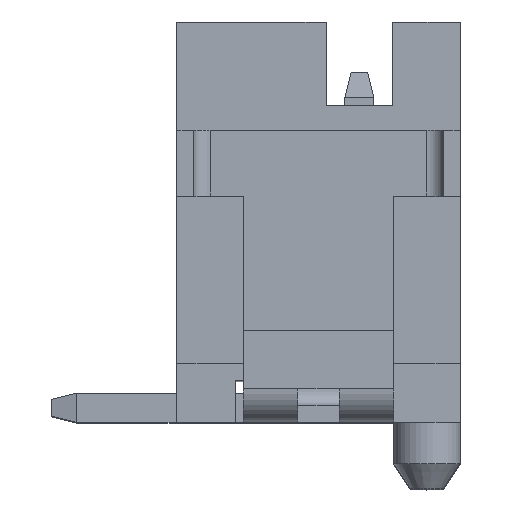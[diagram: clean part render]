
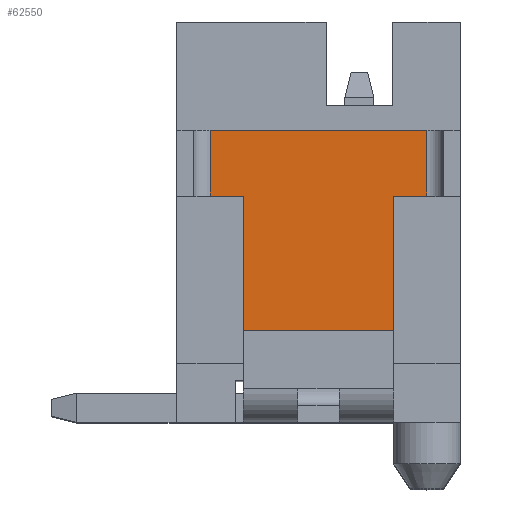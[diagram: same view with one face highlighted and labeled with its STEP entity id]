
A CAD part, top view. The second image highlights one B-rep face of the part: STEP entity #62550.
In plain terms, the highlighted planar face has unit normal (0, 0, 1).
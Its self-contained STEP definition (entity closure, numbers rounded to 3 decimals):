
#41670=CARTESIAN_POINT('',(0.683,-0.03,9.15));
#41680=VERTEX_POINT('',#41670);
#41710=CARTESIAN_POINT('',(0.,-0.03,9.15
));
#41720=DIRECTION('',(1.,0.,0.));
#41730=VECTOR('',#41720,1.);
#41740=LINE('',#41710,#41730);
#41750=CARTESIAN_POINT('',(0.633,-0.03,9.15));
#41760=VERTEX_POINT('',#41750);
#41770=EDGE_CURVE('',#41760,#41680,#41740,.T.);
#55480=CARTESIAN_POINT('',(0.633,0.67,9.15));
#55490=VERTEX_POINT('',#55480);
#55520=CARTESIAN_POINT('',(0.,0.67,9.15));
#55530=DIRECTION('',(1.,0.,0.));
#55540=VECTOR('',#55530,1.);
#55550=LINE('',#55520,#55540);
#55560=CARTESIAN_POINT('',(0.683,0.67,9.15));
#55570=VERTEX_POINT('',#55560);
#55580=EDGE_CURVE('',#55490,#55570,#55550,.T.);
#59110=CARTESIAN_POINT('',(0.,0.67,9.15));
#59120=DIRECTION('',(1.,0.,0.));
#59130=VECTOR('',#59120,1.);
#59140=LINE('',#59110,#59130);
#59150=CARTESIAN_POINT('',(-1.717,0.67,9.15));
#59160=VERTEX_POINT('',#59150);
#59170=CARTESIAN_POINT('',(-1.667,0.67,9.15));
#59180=VERTEX_POINT('',#59170);
#59190=EDGE_CURVE('',#59160,#59180,#59140,.T.);
#59570=CARTESIAN_POINT('',(0.683,-0.53,9.15));
#59580=VERTEX_POINT('',#59570);
#59610=CARTESIAN_POINT('',(0.,-0.53,9.15)
);
#59620=DIRECTION('',(1.,0.,0.));
#59630=VECTOR('',#59620,1.);
#59640=LINE('',#59610,#59630);
#59650=CARTESIAN_POINT('',(0.633,-0.53,9.15));
#59660=VERTEX_POINT('',#59650);
#59670=EDGE_CURVE('',#59660,#59580,#59640,.T.);
#60000=CARTESIAN_POINT('',(0.792,0.,9.15))
;
#60010=DIRECTION('',(-0.287,-0.958,
0.));
#60020=VECTOR('',#60010,1.);
#60030=LINE('',#60000,#60020);
#60040=CARTESIAN_POINT('',(0.683,-0.364,9.15));
#60050=VERTEX_POINT('',#60040);
#60060=EDGE_CURVE('',#60050,#59660,#60030,.T.);
#60360=CARTESIAN_POINT('',(0.683,-0.78,9.15));
#60370=VERTEX_POINT('',#60360);
#60400=CARTESIAN_POINT('',(0.683,0.,9.15));
#60410=DIRECTION('',(0.,1.,0.));
#60420=VECTOR('',#60410,1.);
#60430=LINE('',#60400,#60420);
#60440=EDGE_CURVE('',#60370,#59580,#60430,.T.);
#60500=EDGE_CURVE('',#60050,#41680,#60430,.T.);
#60810=CARTESIAN_POINT('',(-2.217,1.47,9.15));
#60820=DIRECTION('',(0.,0.,-1.));
#60830=DIRECTION('',(0.,1.,0.));
#60840=AXIS2_PLACEMENT_3D('',#60810,#60820,#60830);
#60850=PLANE('',#60840);
#60860=CARTESIAN_POINT('',(0.,-1.03,9.15))
;
#60870=DIRECTION('',(-1.,0.,0.));
#60880=VECTOR('',#60870,1.);
#60890=LINE('',#60860,#60880);
#60900=CARTESIAN_POINT('',(-1.417,-1.03,9.15));
#60910=VERTEX_POINT('',#60900);
#60920=CARTESIAN_POINT('',(-1.517,-1.03,9.15));
#60930=VERTEX_POINT('',#60920);
#60940=EDGE_CURVE('',#60910,#60930,#60890,.T.);
#60950=ORIENTED_EDGE('',*,*,#60940,.F.);
#60960=CARTESIAN_POINT('',(-1.503,-0.83,9.15));
#60970=DIRECTION('',(0.,0.,1.));
#60980=DIRECTION('',(1.,0.,0.));
#60990=AXIS2_PLACEMENT_3D('',#60960,#60970,#60980);
#61000=CIRCLE('',#60990,0.2);
#61010=CARTESIAN_POINT('',(-1.699,-0.87,9.15));
#61020=VERTEX_POINT('',#61010);
#61030=EDGE_CURVE('',#61020,#60930,#61000,.T.);
#61040=ORIENTED_EDGE('',*,*,#61030,.T.);
#61050=CARTESIAN_POINT('',(-1.873,0.,9.15));
#61060=DIRECTION('',(-0.196,0.981,
0.));
#61070=VECTOR('',#61060,1.);
#61080=LINE('',#61050,#61070);
#61090=CARTESIAN_POINT('',(-1.717,-0.78,9.15));
#61100=VERTEX_POINT('',#61090);
#61110=EDGE_CURVE('',#61020,#61100,#61080,.T.);
#61120=ORIENTED_EDGE('',*,*,#61110,.F.);
#61130=CARTESIAN_POINT('',(-1.717,0.,9.15));
#61140=DIRECTION('',(0.,-1.,0.));
#61150=VECTOR('',#61140,1.);
#61160=LINE('',#61130,#61150);
#61170=CARTESIAN_POINT('',(-1.717,-0.53,9.15));
#61180=VERTEX_POINT('',#61170);
#61190=EDGE_CURVE('',#61180,#61100,#61160,.T.);
#61200=ORIENTED_EDGE('',*,*,#61190,.T.);
#61210=CARTESIAN_POINT('',(0.,-0.53,9.15)
);
#61220=DIRECTION('',(1.,0.,0.));
#61230=VECTOR('',#61220,1.);
#61240=LINE('',#61210,#61230);
#61250=CARTESIAN_POINT('',(-1.667,-0.53,9.15));
#61260=VERTEX_POINT('',#61250);
#61270=EDGE_CURVE('',#61180,#61260,#61240,.T.);
#61280=ORIENTED_EDGE('',*,*,#61270,.F.);
#61290=CARTESIAN_POINT('',(-1.826,0.,9.15));
#61300=DIRECTION('',(-0.287,0.958,
0.));
#61310=VECTOR('',#61300,1.);
#61320=LINE('',#61290,#61310);
#61330=CARTESIAN_POINT('',(-1.717,-0.364,9.15));
#61340=VERTEX_POINT('',#61330);
#61350=EDGE_CURVE('',#61260,#61340,#61320,.T.);
#61360=ORIENTED_EDGE('',*,*,#61350,.F.);
#61370=CARTESIAN_POINT('',(-1.717,-0.03,9.15));
#61380=VERTEX_POINT('',#61370);
#61390=EDGE_CURVE('',#61380,#61340,#61160,.T.);
#61400=ORIENTED_EDGE('',*,*,#61390,.T.);
#61410=CARTESIAN_POINT('',(0.,-0.03,9.15
));
#61420=DIRECTION('',(1.,0.,0.));
#61430=VECTOR('',#61420,1.);
#61440=LINE('',#61410,#61430);
#61450=CARTESIAN_POINT('',(-1.667,-0.03,9.15));
#61460=VERTEX_POINT('',#61450);
#61470=EDGE_CURVE('',#61380,#61460,#61440,.T.);
#61480=ORIENTED_EDGE('',*,*,#61470,.F.);
#61490=CARTESIAN_POINT('',(-1.667,0.,9.15));
#61500=DIRECTION('',(0.,1.,0.));
#61510=VECTOR('',#61500,1.);
#61520=LINE('',#61490,#61510);
#61530=EDGE_CURVE('',#61460,#59180,#61520,.T.);
#61540=ORIENTED_EDGE('',*,*,#61530,.F.);
#61550=ORIENTED_EDGE('',*,*,#59190,.T.);
#61560=CARTESIAN_POINT('',(0.,0.67,9.15));
#61570=DIRECTION('',(1.,0.,0.));
#61580=VECTOR('',#61570,1.);
#61590=LINE('',#61560,#61580);
#61600=CARTESIAN_POINT('',(-1.817,0.67,9.15));
#61610=VERTEX_POINT('',#61600);
#61620=EDGE_CURVE('',#61610,#59160,#61590,.T.);
#61630=ORIENTED_EDGE('',*,*,#61620,.T.);
#61640=CARTESIAN_POINT('',(-1.817,0.,9.15));
#61650=DIRECTION('',(0.,-1.,0.));
#61660=VECTOR('',#61650,1.);
#61670=LINE('',#61640,#61660);
#61680=CARTESIAN_POINT('',(-1.817,1.47,9.15));
#61690=VERTEX_POINT('',#61680);
#61700=EDGE_CURVE('',#61690,#61610,#61670,.T.);
#61710=ORIENTED_EDGE('',*,*,#61700,.T.);
#61720=CARTESIAN_POINT('',(0.,1.47,9.15));
#61730=DIRECTION('',(1.,0.,0.));
#61740=VECTOR('',#61730,1.);
#61750=LINE('',#61720,#61740);
#61760=CARTESIAN_POINT('',(0.783,1.47,9.15));
#61770=VERTEX_POINT('',#61760);
#61780=EDGE_CURVE('',#61690,#61770,#61750,.T.);
#61790=ORIENTED_EDGE('',*,*,#61780,.F.);
#61800=CARTESIAN_POINT('',(0.783,0.,9.15)
);
#61810=DIRECTION('',(0.,1.,0.));
#61820=VECTOR('',#61810,1.);
#61830=LINE('',#61800,#61820);
#61840=CARTESIAN_POINT('',(0.783,0.67,9.15));
#61850=VERTEX_POINT('',#61840);
#61860=EDGE_CURVE('',#61850,#61770,#61830,.T.);
#61870=ORIENTED_EDGE('',*,*,#61860,.T.);
#61880=CARTESIAN_POINT('',(0.,0.67,9.15));
#61890=DIRECTION('',(1.,0.,0.));
#61900=VECTOR('',#61890,1.);
#61910=LINE('',#61880,#61900);
#61920=EDGE_CURVE('',#55570,#61850,#61910,.T.);
#61930=ORIENTED_EDGE('',*,*,#61920,.T.);
#61940=ORIENTED_EDGE('',*,*,#55580,.T.);
#61950=CARTESIAN_POINT('',(0.633,0.,9.15)
);
#61960=DIRECTION('',(0.,-1.,0.));
#61970=VECTOR('',#61960,1.);
#61980=LINE('',#61950,#61970);
#61990=EDGE_CURVE('',#55490,#41760,#61980,.T.);
#62000=ORIENTED_EDGE('',*,*,#61990,.F.);
#62010=ORIENTED_EDGE('',*,*,#41770,.F.);
#62020=ORIENTED_EDGE('',*,*,#60500,.T.);
#62030=ORIENTED_EDGE('',*,*,#60060,.F.);
#62040=ORIENTED_EDGE('',*,*,#59670,.F.);
#62050=ORIENTED_EDGE('',*,*,#60440,.T.);
#62060=CARTESIAN_POINT('',(0.839,0.,9.15));
#62070=DIRECTION('',(-0.196,-0.981,
0.));
#62080=VECTOR('',#62070,1.);
#62090=LINE('',#62060,#62080);
#62100=CARTESIAN_POINT('',(0.665,-0.87,9.15));
#62110=VERTEX_POINT('',#62100);
#62120=EDGE_CURVE('',#60370,#62110,#62090,.T.);
#62130=ORIENTED_EDGE('',*,*,#62120,.F.);
#62140=CARTESIAN_POINT('',(0.469,-0.83,9.15));
#62150=DIRECTION('',(0.,0.,-1.));
#62160=DIRECTION('',(-1.,0.,0.));
#62170=AXIS2_PLACEMENT_3D('',#62140,#62150,#62160);
#62180=CIRCLE('',#62170,0.2);
#62190=CARTESIAN_POINT('',(0.483,-1.03,9.15));
#62200=VERTEX_POINT('',#62190);
#62210=EDGE_CURVE('',#62110,#62200,#62180,.T.);
#62220=ORIENTED_EDGE('',*,*,#62210,.F.);
#62230=CARTESIAN_POINT('',(0.,-1.03,9.15))
;
#62240=DIRECTION('',(-1.,0.,0.));
#62250=VECTOR('',#62240,1.);
#62260=LINE('',#62230,#62250);
#62270=CARTESIAN_POINT('',(0.383,-1.03,9.15));
#62280=VERTEX_POINT('',#62270);
#62290=EDGE_CURVE('',#62200,#62280,#62260,.T.);
#62300=ORIENTED_EDGE('',*,*,#62290,.F.);
#62310=CARTESIAN_POINT('',(0.383,0.,9.15)
);
#62320=DIRECTION('',(0.,-1.,0.));
#62330=VECTOR('',#62320,1.);
#62340=LINE('',#62310,#62330);
#62350=CARTESIAN_POINT('',(0.383,-1.63,9.15));
#62360=VERTEX_POINT('',#62350);
#62370=EDGE_CURVE('',#62280,#62360,#62340,.T.);
#62380=ORIENTED_EDGE('',*,*,#62370,.F.);
#62390=CARTESIAN_POINT('',(-2.217,-1.63,9.15));
#62400=DIRECTION('',(1.,0.,0.));
#62410=VECTOR('',#62400,1.);
#62420=LINE('',#62390,#62410);
#62430=CARTESIAN_POINT('',(-1.417,-1.63,9.15));
#62440=VERTEX_POINT('',#62430);
#62450=EDGE_CURVE('',#62440,#62360,#62420,.T.);
#62460=ORIENTED_EDGE('',*,*,#62450,.T.);
#62470=CARTESIAN_POINT('',(-1.417,0.,9.15));
#62480=DIRECTION('',(0.,1.,0.));
#62490=VECTOR('',#62480,1.);
#62500=LINE('',#62470,#62490);
#62510=EDGE_CURVE('',#62440,#60910,#62500,.T.);
#62520=ORIENTED_EDGE('',*,*,#62510,.F.);
#62530=EDGE_LOOP('',(#62520,#62460,#62380,#62300,#62220,#62130,#62050,
#62040,#62030,#62020,#62010,#62000,#61940,#61930,#61870,#61790,#61710,
#61630,#61550,#61540,#61480,#61400,#61360,#61280,#61200,#61120,#61040,
#60950));
#62540=FACE_OUTER_BOUND('',#62530,.T.);
#62550=ADVANCED_FACE('',(#62540),#60850,.F.);
